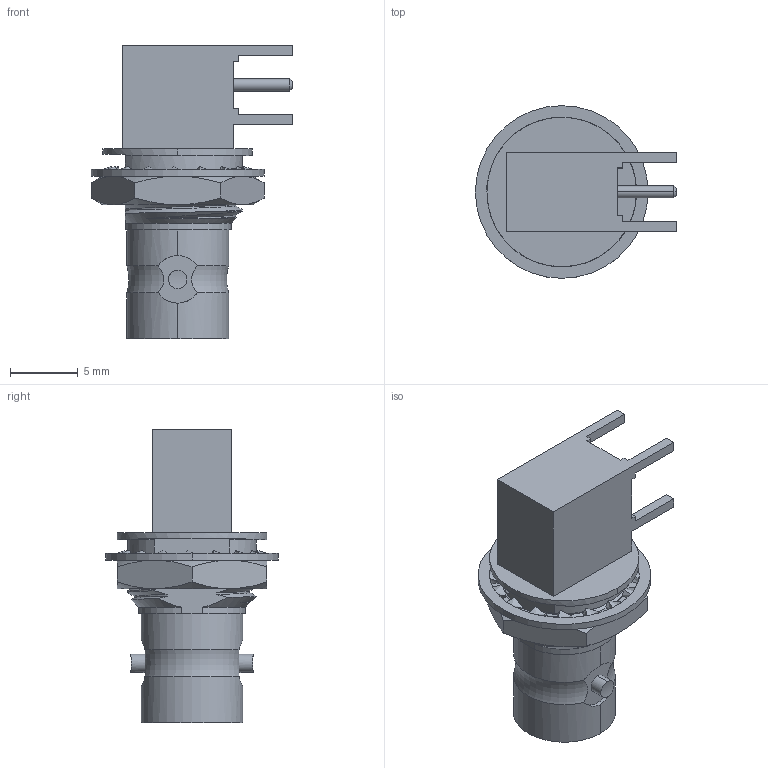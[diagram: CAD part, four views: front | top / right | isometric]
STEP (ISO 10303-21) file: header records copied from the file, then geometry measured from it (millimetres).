
FILE_DESCRIPTION((''),'2;1');
FILE_NAME('MNB6252A1-001-NT30G-7_SW0001','2018-05-02T',('Krishnaprasath'),(''),'CREO PARAMETRIC BY PTC INC, 2017020','CREO PARAMETRIC BY PTC INC, 2017020','');
FILE_SCHEMA(('CONFIG_CONTROL_DESIGN'));
Length unit declared in the file: inch
Products named in the file (1): MNB6252A1-001-NT30G-7_SW0001
Bounding box: 14.8 x 12.7 x 21.59 mm (x, y, z)
Volume: 1041.9 mm3; surface area: 1353.3 mm2
Topology: 1 solids, 1 shells, 337 faces, 1004 edges, 628 vertices
Faces by surface type: bspline 144, plane 96, cylinder 55, cone 40, torus 2
Entity records: 17379 total; most frequent: CARTESIAN_POINT 9296, ORIENTED_EDGE 2004, DIRECTION 1187, EDGE_CURVE 1002, VERTEX_POINT 628, VECTOR 497, LINE 497, B_SPLINE_CURVE_WITH_KNOTS 353
